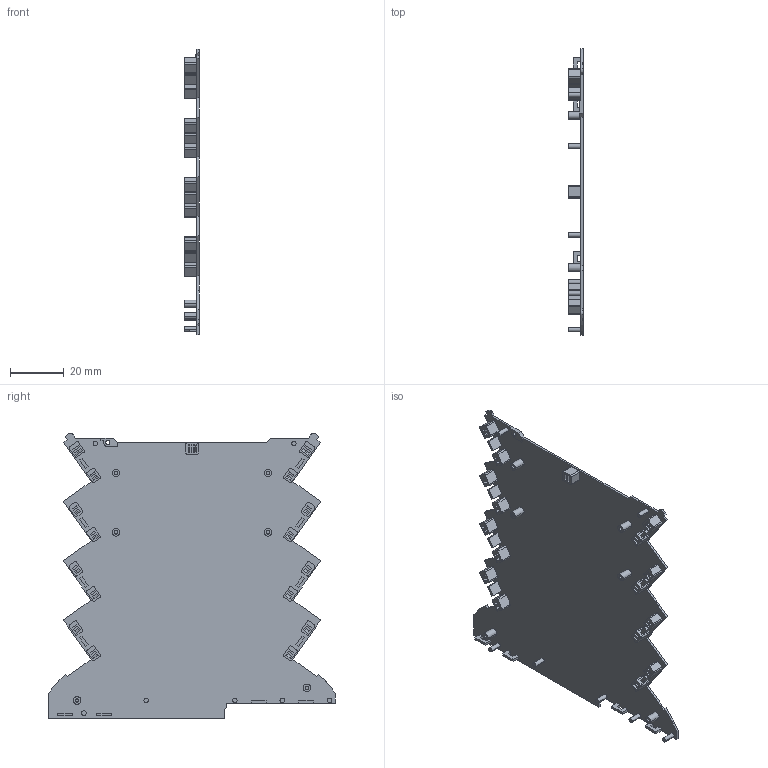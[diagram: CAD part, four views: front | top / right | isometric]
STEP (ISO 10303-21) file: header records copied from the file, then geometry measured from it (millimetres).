
FILE_DESCRIPTION(('CATIA V5 STEP Exchange','CAx-IF Rec.Pracs.--- Model Styling and Organization---1.4--- 2014-01-23'),'2;1');
FILE_NAME ('D1349936_1', '2018-11-23T12:33:20+00:00', ('none'), ('Weidmueller'), 'CATIA Version 5-6 Release 2016 SP3 HF44', 'CATIA V5 STEP AP214', 'none');
FILE_SCHEMA(('AUTOMOTIVE_DESIGN { 1 0 10303 214 1 1 1 1 }'));
Length unit declared in the file: millimetre
Products named in the file (1): 2435690000
Bounding box: 5.3 x 107 x 106.52 mm (x, y, z)
Volume: 8665.5 mm3; surface area: 21272.5 mm2
Topology: 1 solids, 1 shells, 565 faces, 1476 edges, 989 vertices
Faces by surface type: plane 442, cylinder 119, cone 4
Entity records: 16703 total; most frequent: ORIENTED_EDGE 2952, CARTESIAN_POINT 2878, DIRECTION 2232, EDGE_CURVE 1476, VECTOR 1227, LINE 1227, VERTEX_POINT 989, EDGE_LOOP 651
